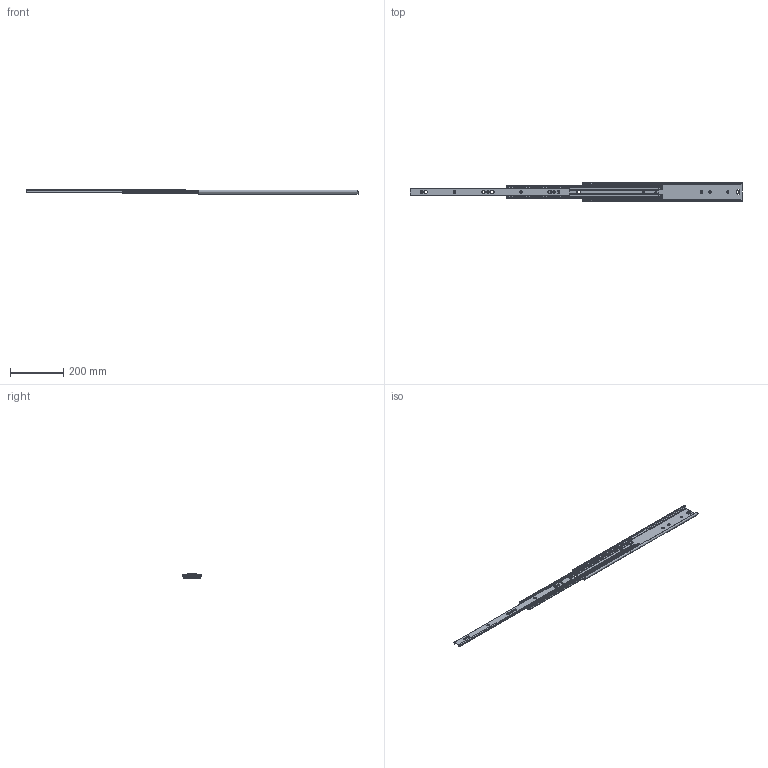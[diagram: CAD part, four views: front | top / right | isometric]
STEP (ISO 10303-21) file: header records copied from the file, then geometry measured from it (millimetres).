
FILE_DESCRIPTION(/* description */ ('TITAN-D- 600/650mm (18.5) Zinc-Magnesium'),/* implementation_level */ '2;1');
FILE_NAME(/* name */ 'M01-AA6_00_open.stp',/* time_stamp */ '2025-09-08T15:01:51+02:00',/* author */ ('l.hoffmann'),/* organization */ (''),/* preprocessor_version */ 'ST-DEVELOPER v20',/* originating_system */ 'Autodesk Inventor 2022',/* authorisation */ '');
FILE_SCHEMA (('AUTOMOTIVE_DESIGN { 1 0 10303 214 3 1 1 }'));
Length unit declared in the file: millimetre
Products named in the file (14): M01-F70; 511-M01-F70-TM1; 511-M01-F70-TM1_1; E000178517; E000178514; E000178513; 512-M01-F70-TM2; 512-M01-F70-TM2_1; E000178526; E000178504; E000178524; E000178523; 514-M01-F70-TM3; 514-M01-F70-TM3_1
Assembly tree (40 placements, depth 3):
  M01-F70
    511-M01-F70-TM1
      511-M01-F70-TM1_1
    E000178517
      E000178504
      E000178514
      E000178513  x15
    512-M01-F70-TM2
      512-M01-F70-TM2_1
    E000178526
      E000178504
      E000178524
      E000178523  x13
    514-M01-F70-TM3
      514-M01-F70-TM3_1
Bounding box: 1250 x 70.9 x 18.4 mm (x, y, z)
Volume: 298335.3 mm3; surface area: 357157.7 mm2
Topology: 61 solids, 61 shells, 1507 faces, 4524 edges, 3012 vertices
Faces by surface type: plane 707, cylinder 690, sphere 56, cone 54
Full cylindrical faces by diameter (mm): 7.9 x26, 8 x2, 9 x30, 13 x2
Entity records: 52533 total; most frequent: CARTESIAN_POINT 11162, ORIENTED_EDGE 8720, DIRECTION 8530, EDGE_CURVE 4360, VERTEX_POINT 2908, AXIS2_PLACEMENT_3D 2908, LINE 2714, VECTOR 2714
